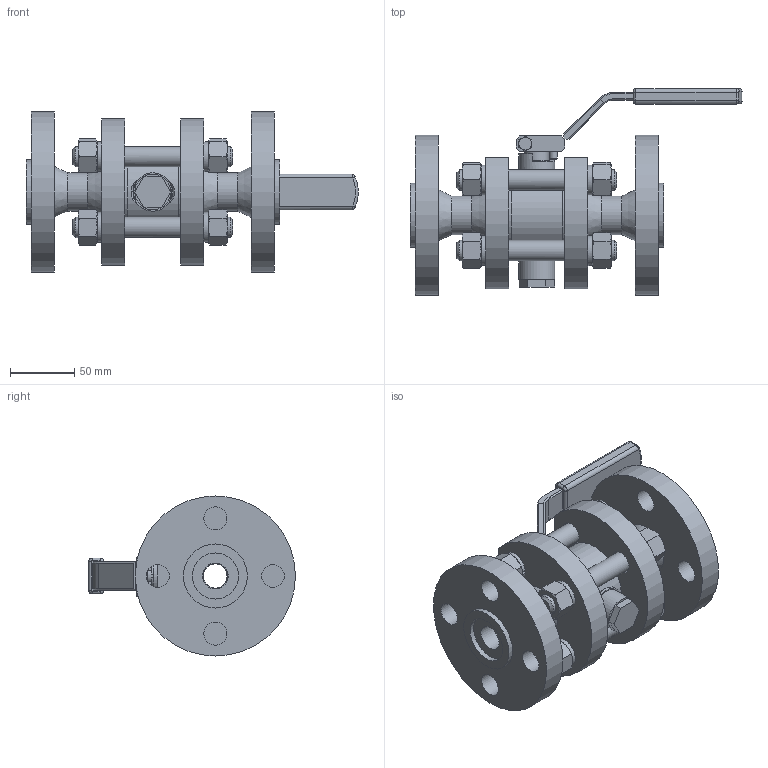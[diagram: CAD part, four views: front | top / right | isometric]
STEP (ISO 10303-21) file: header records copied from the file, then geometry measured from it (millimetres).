
FILE_DESCRIPTION(('STEP AP203'), '1');
FILE_NAME('埡39.310.020.000 - 扰鳧', '2019-02-21T06:22:45', ('User'), (''), 'ASCON STEP Converter 1.6', 'ASCON Math Kernel', '');
FILE_SCHEMA(('CONFIG_CONTROL_DESIGN'));
Length unit declared in the file: millimetre
Products named in the file (1): 埡39.310.020.000
Bounding box: 259.28 x 161.5 x 125 mm (x, y, z)
Volume: 1069065.6 mm3; surface area: 203671.1 mm2
Topology: 1 solids, 1 shells, 525 faces, 1225 edges, 746 vertices
Faces by surface type: plane 239, cone 170, cylinder 103, torus 7, bspline 4, sphere 2
Full cylindrical faces by diameter (mm): 4.917 x1, 6 x4, 7 x2, 9.5 x1, 10 x1, 12 x3, 13 x1, 16 x12, 18 x17, 19 x4, 20 x2, 21 x3, 26 x2, 28 x2, 30 x4, 36 x2, 50 x2, 54 x2, 60 x1, 125 x2
Entity records: 24571 total; most frequent: CARTESIAN_POINT 9000, DIRECTION 2328, ORIENTED_EDGE 2220, EDGE_CURVE 1110, AXIS2_PLACEMENT_3D 993, VERTEX_POINT 746, EDGE_LOOP 732, FACE_BOUND 579
